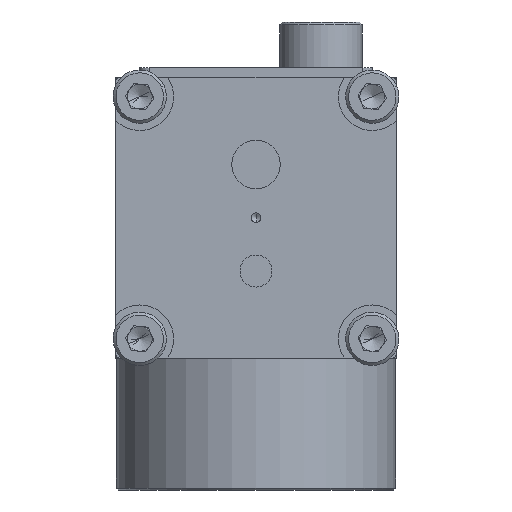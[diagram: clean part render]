
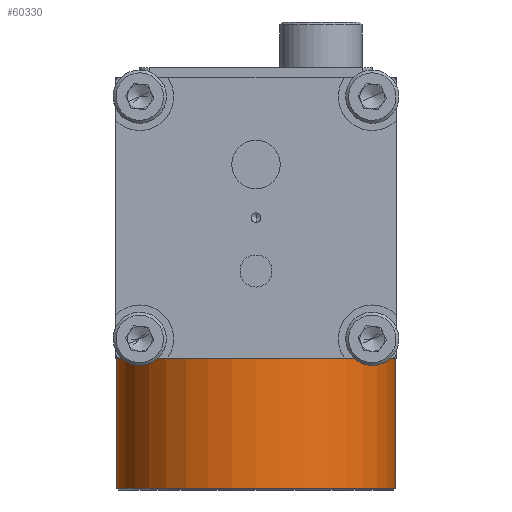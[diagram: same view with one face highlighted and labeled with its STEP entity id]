
A CAD part, front view. The second image highlights one B-rep face of the part: STEP entity #60330.
In plain terms, the highlighted cylindrical face has radius 14.4 mm (diameter 28.8 mm), a partial arc.
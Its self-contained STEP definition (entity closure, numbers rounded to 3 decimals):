
#7479 = ORIENTED_EDGE ( 'NONE', *, *, #42010, .T. ) ;
#9488 = DIRECTION ( 'NONE',  ( 0., 0., 1. ) ) ;
#11849 = LINE ( 'NONE', #135436, #125144 ) ;
#12404 = DIRECTION ( 'NONE',  ( 0., 0., 1. ) ) ;
#18017 = DIRECTION ( 'NONE',  ( 0., 0., -1. ) ) ;
#22083 = DIRECTION ( 'NONE',  ( 0., 0., 1. ) ) ;
#22879 = CYLINDRICAL_SURFACE ( 'NONE', #111528, 14.4 ) ;
#25456 = ORIENTED_EDGE ( 'NONE', *, *, #75591, .T. ) ;
#40372 = AXIS2_PLACEMENT_3D ( 'NONE', #48020, #127218, #59330 ) ;
#42010 = EDGE_CURVE ( 'NONE', #76875, #45444, #109809, .T. ) ;
#45444 = VERTEX_POINT ( 'NONE', #106468 ) ;
#48020 = CARTESIAN_POINT ( 'NONE',  ( 0., 0., 0.2 ) ) ;
#50501 = EDGE_LOOP ( 'NONE', ( #127132, #143615, #7479, #25456, #145987 ) ) ;
#54944 = DIRECTION ( 'NONE',  ( 1., 0., 0. ) ) ;
#59330 = DIRECTION ( 'NONE',  ( 1., 0., 0. ) ) ;
#60330 = ADVANCED_FACE ( 'NONE', ( #123860 ), #22879, .T. ) ;
#67988 = CARTESIAN_POINT ( 'NONE',  ( 0., -14.4, 0.2 ) ) ;
#69426 = AXIS2_PLACEMENT_3D ( 'NONE', #85738, #18017, #97179 ) ;
#73986 = VECTOR ( 'NONE', #74317, 1000. ) ;
#74317 = DIRECTION ( 'NONE',  ( 0., 0., 1. ) ) ;
#75591 = EDGE_CURVE ( 'NONE', #45444, #142536, #11849, .T. ) ;
#75976 = EDGE_CURVE ( 'NONE', #142536, #83503, #116080, .T. ) ;
#76875 = VERTEX_POINT ( 'NONE', #67988 ) ;
#80101 = CARTESIAN_POINT ( 'NONE',  ( 0., 0., 0.2 ) ) ;
#83503 = VERTEX_POINT ( 'NONE', #112432 ) ;
#84714 = CARTESIAN_POINT ( 'NONE',  ( -14.4, 0., 0.2 ) ) ;
#85738 = CARTESIAN_POINT ( 'NONE',  ( 0., 0., 13.6 ) ) ;
#91495 = DIRECTION ( 'NONE',  ( 1., 0., 0. ) ) ;
#95626 = CIRCLE ( 'NONE', #40372, 14.4 ) ;
#97179 = DIRECTION ( 'NONE',  ( 1., 0., 0. ) ) ;
#106468 = CARTESIAN_POINT ( 'NONE',  ( 14.4, 0., 0.2 ) ) ;
#109809 = CIRCLE ( 'NONE', #118376, 14.4 ) ;
#111528 = AXIS2_PLACEMENT_3D ( 'NONE', #145152, #9488, #54944 ) ;
#112432 = CARTESIAN_POINT ( 'NONE',  ( -14.4, 0., 13.6 ) ) ;
#116080 = CIRCLE ( 'NONE', #69426, 14.4 ) ;
#118376 = AXIS2_PLACEMENT_3D ( 'NONE', #80101, #12404, #91495 ) ;
#123860 = FACE_OUTER_BOUND ( 'NONE', #50501, .T. ) ;
#124384 = EDGE_CURVE ( 'NONE', #132623, #76875, #95626, .T. ) ;
#124867 = EDGE_CURVE ( 'NONE', #132623, #83503, #134293, .T. ) ;
#125144 = VECTOR ( 'NONE', #22083, 1000. ) ;
#127132 = ORIENTED_EDGE ( 'NONE', *, *, #124867, .F. ) ;
#127218 = DIRECTION ( 'NONE',  ( 0., 0., 1. ) ) ;
#132623 = VERTEX_POINT ( 'NONE', #84714 ) ;
#134293 = LINE ( 'NONE', #142218, #73986 ) ;
#135436 = CARTESIAN_POINT ( 'NONE',  ( 14.4, 0., 0. ) ) ;
#142218 = CARTESIAN_POINT ( 'NONE',  ( -14.4, 0., 0. ) ) ;
#142536 = VERTEX_POINT ( 'NONE', #145692 ) ;
#143615 = ORIENTED_EDGE ( 'NONE', *, *, #124384, .T. ) ;
#145152 = CARTESIAN_POINT ( 'NONE',  ( 0., 0., 0. ) ) ;
#145692 = CARTESIAN_POINT ( 'NONE',  ( 14.4, 0., 13.6 ) ) ;
#145987 = ORIENTED_EDGE ( 'NONE', *, *, #75976, .T. ) ;
